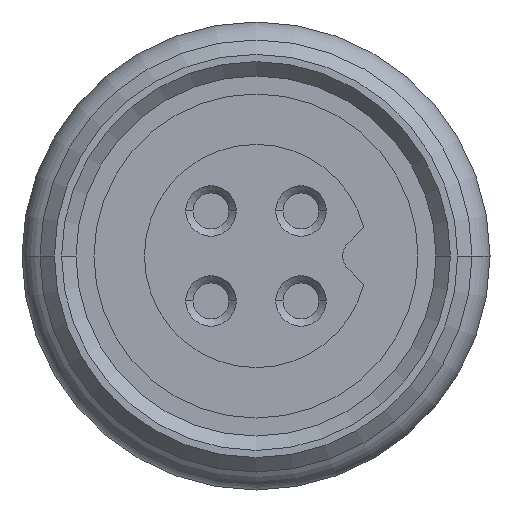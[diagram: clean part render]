
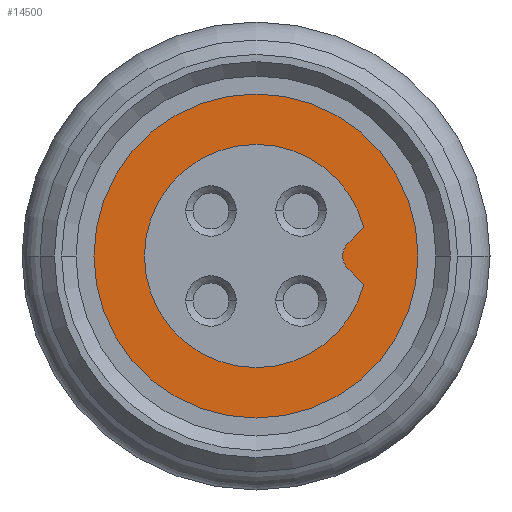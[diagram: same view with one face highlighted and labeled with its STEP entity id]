
A CAD part, left-side view. The second image highlights one B-rep face of the part: STEP entity #14500.
In plain terms, the highlighted face is planar.
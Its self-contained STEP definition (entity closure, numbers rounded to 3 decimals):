
#100=CARTESIAN_POINT('',(0.,-3.,2.25));
#110=VERTEX_POINT('',#100);
#160=CARTESIAN_POINT('',(0.,-3.,0.));
#170=DIRECTION('',(0.,1.,0.));
#180=DIRECTION('',(0.,0.,1.));
#190=AXIS2_PLACEMENT_3D('',#160,#170,#180);
#200=CIRCLE('',#190,2.25);
#210=CARTESIAN_POINT('',(0.,-3.,-2.25));
#220=VERTEX_POINT('',#210);
#230=EDGE_CURVE('',#220,#110,#200,.T.);
#1040=CARTESIAN_POINT('',(0.,-3.,1.55));
#1050=VERTEX_POINT('',#1040);
#1080=CARTESIAN_POINT('',(0.,-3.,0.));
#1090=DIRECTION('',(0.,1.,0.));
#1100=DIRECTION('',(0.,0.,1.));
#1110=AXIS2_PLACEMENT_3D('',#1080,#1090,#1100);
#1120=CIRCLE('',#1110,1.55);
#1130=CARTESIAN_POINT('',(1.498,-3.,0.398));
#1140=VERTEX_POINT('',#1130);
#1150=EDGE_CURVE('',#1050,#1140,#1120,.T.);
#11220=CARTESIAN_POINT('',(1.277,-3.,-0.177));
#11230=VERTEX_POINT('',#11220);
#11390=CARTESIAN_POINT('',(1.277,-3.,0.177));
#11400=VERTEX_POINT('',#11390);
#11430=CARTESIAN_POINT('',(1.454,-3.,0.));
#11440=DIRECTION('',(0.,-1.,0.));
#11450=DIRECTION('',(0.707,0.,0.707));
#11460=AXIS2_PLACEMENT_3D('',#11430,#11440,#11450);
#11470=CIRCLE('',#11460,0.25);
#11480=EDGE_CURVE('',#11400,#11230,#11470,.T.);
#11690=CARTESIAN_POINT('',(1.498,-3.,-0.398));
#11700=VERTEX_POINT('',#11690);
#11820=CARTESIAN_POINT('',(1.277,-3.,-0.177));
#11830=DIRECTION('',(0.707,0.,-0.707));
#11840=VECTOR('',#11830,0.313);
#11850=LINE('',#11820,#11840);
#11860=EDGE_CURVE('',#11230,#11700,#11850,.T.);
#12110=CARTESIAN_POINT('',(1.498,-3.,0.398));
#12120=DIRECTION('',(-0.707,0.,-0.707));
#12130=VECTOR('',#12120,0.313);
#12140=LINE('',#12110,#12130);
#12150=EDGE_CURVE('',#1140,#11400,#12140,.T.);
#14280=CARTESIAN_POINT('',(0.,-3.,1.9));
#14290=DIRECTION('',(0.,-1.,0.));
#14300=DIRECTION('',(0.,0.,-1.));
#14310=AXIS2_PLACEMENT_3D('',#14280,#14290,#14300);
#14320=PLANE('',#14310);
#14330=ORIENTED_EDGE('',*,*,#230,.F.);
#14340=EDGE_CURVE('',#110,#220,#200,.T.);
#14350=ORIENTED_EDGE('',*,*,#14340,.F.);
#14360=EDGE_LOOP('',(#14350,#14330));
#14370=FACE_OUTER_BOUND('',#14360,.T.);
#14380=CARTESIAN_POINT('',(0.,-3.,-1.55));
#14390=VERTEX_POINT('',#14380);
#14400=EDGE_CURVE('',#14390,#1050,#1120,.T.);
#14410=ORIENTED_EDGE('',*,*,#14400,.T.);
#14420=EDGE_CURVE('',#11700,#14390,#1120,.T.);
#14430=ORIENTED_EDGE('',*,*,#14420,.T.);
#14440=ORIENTED_EDGE('',*,*,#11860,.T.);
#14450=ORIENTED_EDGE('',*,*,#11480,.T.);
#14460=ORIENTED_EDGE('',*,*,#12150,.T.);
#14470=ORIENTED_EDGE('',*,*,#1150,.T.);
#14480=EDGE_LOOP('',(#14470,#14460,#14450,#14440,#14430,#14410));
#14490=FACE_BOUND('',#14480,.T.);
#14500=ADVANCED_FACE('',(#14370,#14490),#14320,.T.);
